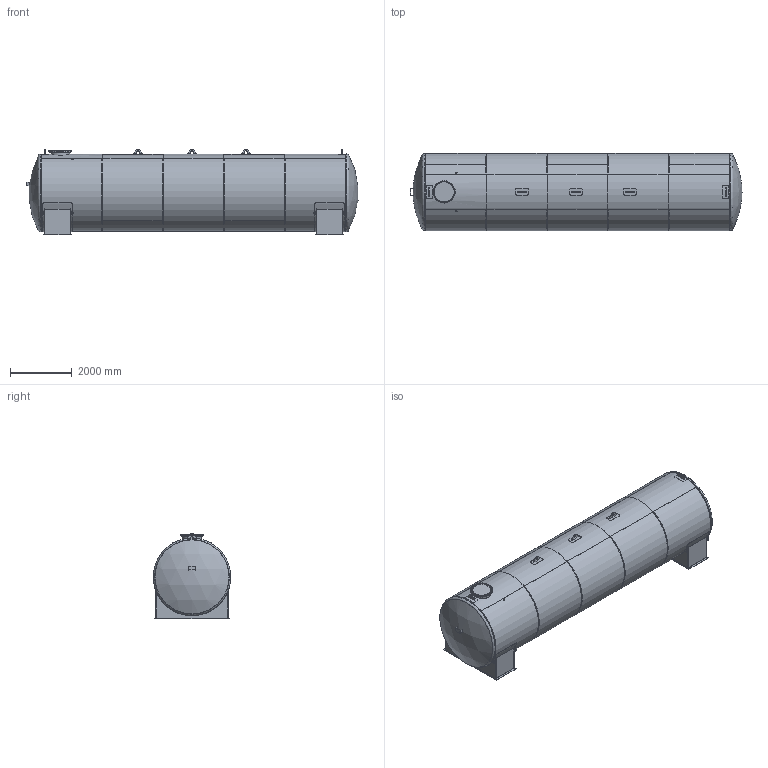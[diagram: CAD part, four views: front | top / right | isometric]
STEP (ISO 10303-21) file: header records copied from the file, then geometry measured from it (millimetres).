
FILE_DESCRIPTION(/* description */ (''),/* implementation_level */ '2;1');
FILE_NAME(/* name */ 'dh3c_cad-101270_202208.stp',/* time_stamp */ '2022-09-05T16:06:35+02:00',/* author */ ('mh'),/* organization */ (''),/* preprocessor_version */ 'ST-DEVELOPER v18.1',/* originating_system */ 'Autodesk Inventor 2022',/* authorisation */ '');
FILE_SCHEMA (('AUTOMOTIVE_DESIGN { 1 0 10303 214 3 1 1 }'));
Length unit declared in the file: millimetre
Products named in the file (1): Bauteil12
Bounding box: 10762.75 x 2510 x 2764 mm (x, y, z)
Surface area: 370794515.1 mm2 (no closed solid volume)
Topology: 0 solids, 148 shells, 1636 faces, 3511 edges, 2240 vertices
Faces by surface type: plane 922, cone 352, cylinder 326, bspline 20, sphere 8, torus 8
Full cylindrical faces by diameter (mm): 13.835 x32, 16 x32, 17 x32, 18 x64, 18.631 x1, 22.49 x32, 26.4 x1, 30 x32, 30.291 x2, 39.5 x2, 570 x1, 580 x1, 600 x1, 610 x1, 660 x1, 720 x2, 2486 x7, 2500 x9, 2510 x2
Entity records: 46588 total; most frequent: CARTESIAN_POINT 10544, ORIENTED_EDGE 7022, DIRECTION 6985, EDGE_CURVE 3511, AXIS2_PLACEMENT_3D 2687, VERTEX_POINT 2240, EDGE_LOOP 1977, FACE_OUTER_BOUND 1636
